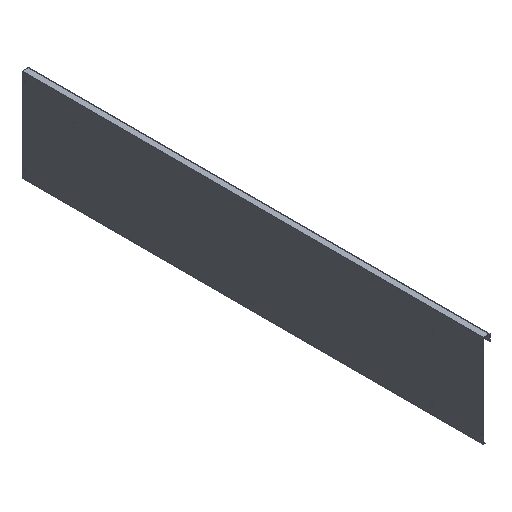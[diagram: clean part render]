
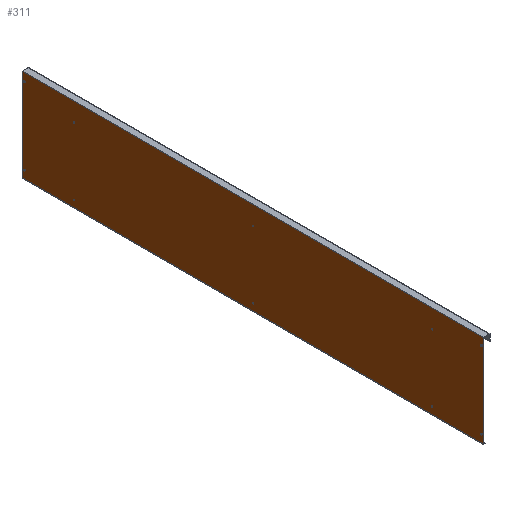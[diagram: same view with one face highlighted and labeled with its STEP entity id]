
A CAD part, isometric view. The second image highlights one B-rep face of the part: STEP entity #311.
In plain terms, the highlighted planar face has unit normal (-1, 0, 0).
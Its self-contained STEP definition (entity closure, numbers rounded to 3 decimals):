
#4 = AXIS2_PLACEMENT_3D ( 'NONE', #1176, #1175, #1170 ) ;
#12 = AXIS2_PLACEMENT_3D ( 'NONE', #1195, #1194, #1191 ) ;
#24 = ORIENTED_EDGE ( 'NONE', *, *, #1281, .T. ) ;
#41 = CARTESIAN_POINT ( 'NONE',  ( 0., 991., -364.25 ) ) ;
#42 = LINE ( 'NONE', #339, #44 ) ;
#43 = ORIENTED_EDGE ( 'NONE', *, *, #768, .T. ) ;
#44 = VECTOR ( 'NONE', #361, 1000. ) ;
#74 = VERTEX_POINT ( 'NONE', #616 ) ;
#90 = EDGE_CURVE ( 'NONE', #125, #879, #1159, .T. ) ;
#113 = DIRECTION ( 'NONE',  ( 0., 0., 1. ) ) ;
#116 = DIRECTION ( 'NONE',  ( 1., 0., 0. ) ) ;
#122 = CARTESIAN_POINT ( 'NONE',  ( 0., -991., -35. ) ) ;
#125 = VERTEX_POINT ( 'NONE', #610 ) ;
#248 = AXIS2_PLACEMENT_3D ( 'NONE', #716, #707, #712 ) ;
#281 = CIRCLE ( 'NONE', #1354, 3.25 ) ;
#311 = ADVANCED_FACE ( 'NONE', ( #880, #899, #919, #860, #856 ), #1503, .T. ) ;
#313 = VERTEX_POINT ( 'NONE', #1457 ) ;
#332 = CIRCLE ( 'NONE', #1395, 3.25 ) ;
#333 = EDGE_LOOP ( 'NONE', ( #1467, #588 ) ) ;
#339 = CARTESIAN_POINT ( 'NONE',  ( 0., 1000., -402.5 ) ) ;
#346 = AXIS2_PLACEMENT_3D ( 'NONE', #1268, #1266, #1279 ) ;
#361 = DIRECTION ( 'NONE',  ( 0., 0., -1. ) ) ;
#369 = VERTEX_POINT ( 'NONE', #1208 ) ;
#425 = ORIENTED_EDGE ( 'NONE', *, *, #1042, .T. ) ;
#427 = ORIENTED_EDGE ( 'NONE', *, *, #1087, .F. ) ;
#443 = DIRECTION ( 'NONE',  ( 0., -1., 0. ) ) ;
#446 = EDGE_CURVE ( 'NONE', #1002, #1550, #497, .T. ) ;
#497 = CIRCLE ( 'NONE', #1510, 3.25 ) ;
#502 = DIRECTION ( 'NONE',  ( 0., 0., 1. ) ) ;
#504 = CARTESIAN_POINT ( 'NONE',  ( 0., 1000., 0. ) ) ;
#506 = DIRECTION ( 'NONE',  ( 1., 0., 0. ) ) ;
#508 = CARTESIAN_POINT ( 'NONE',  ( 0., 991., -370.75 ) ) ;
#515 = CARTESIAN_POINT ( 'NONE',  ( 0., 991., -367.5 ) ) ;
#534 = ORIENTED_EDGE ( 'NONE', *, *, #1350, .T. ) ;
#588 = ORIENTED_EDGE ( 'NONE', *, *, #1248, .T. ) ;
#597 = CARTESIAN_POINT ( 'NONE',  ( 0., -1000., 0. ) ) ;
#601 = DIRECTION ( 'NONE',  ( 0., 0., 1. ) ) ;
#610 = CARTESIAN_POINT ( 'NONE',  ( 0., 1000., 0. ) ) ;
#615 = DIRECTION ( 'NONE',  ( 1., 0., 0. ) ) ;
#616 = CARTESIAN_POINT ( 'NONE',  ( 0., 1000., -402.5 ) ) ;
#618 = VERTEX_POINT ( 'NONE', #508 ) ;
#629 = CARTESIAN_POINT ( 'NONE',  ( 0., -991., -35. ) ) ;
#675 = ORIENTED_EDGE ( 'NONE', *, *, #1009, .T. ) ;
#699 = VECTOR ( 'NONE', #1143, 1000. ) ;
#707 = DIRECTION ( 'NONE',  ( 1., 0., 0. ) ) ;
#712 = DIRECTION ( 'NONE',  ( 0., 0., 1. ) ) ;
#714 = LINE ( 'NONE', #1166, #699 ) ;
#716 = CARTESIAN_POINT ( 'NONE',  ( 0., -991., -367.5 ) ) ;
#733 = VERTEX_POINT ( 'NONE', #41 ) ;
#736 = ORIENTED_EDGE ( 'NONE', *, *, #446, .T. ) ;
#738 = CIRCLE ( 'NONE', #4, 3.25 ) ;
#766 = CIRCLE ( 'NONE', #12, 3.25 ) ;
#768 = EDGE_CURVE ( 'NONE', #618, #733, #1451, .T. ) ;
#772 = DIRECTION ( 'NONE',  ( 0., 0., 1. ) ) ;
#787 = DIRECTION ( 'NONE',  ( 1., 0., 0. ) ) ;
#795 = CARTESIAN_POINT ( 'NONE',  ( 0., -991., -367.5 ) ) ;
#806 = LINE ( 'NONE', #1331, #808 ) ;
#808 = VECTOR ( 'NONE', #1315, 1000. ) ;
#832 = EDGE_CURVE ( 'NONE', #1550, #1002, #1387, .T. ) ;
#836 = EDGE_LOOP ( 'NONE', ( #1537, #425 ) ) ;
#856 = FACE_OUTER_BOUND ( 'NONE', #1366, .T. ) ;
#860 = FACE_BOUND ( 'NONE', #1318, .T. ) ;
#866 = CARTESIAN_POINT ( 'NONE',  ( 0., -1000., -402.5 ) ) ;
#879 = VERTEX_POINT ( 'NONE', #597 ) ;
#880 = FACE_BOUND ( 'NONE', #333, .T. ) ;
#899 = FACE_BOUND ( 'NONE', #1546, .T. ) ;
#919 = FACE_BOUND ( 'NONE', #836, .T. ) ;
#922 = VERTEX_POINT ( 'NONE', #1518 ) ;
#986 = AXIS2_PLACEMENT_3D ( 'NONE', #1466, #1419, #1411 ) ;
#1002 = VERTEX_POINT ( 'NONE', #1328 ) ;
#1009 = EDGE_CURVE ( 'NONE', #74, #1163, #806, .T. ) ;
#1042 = EDGE_CURVE ( 'NONE', #1057, #313, #766, .T. ) ;
#1043 = EDGE_CURVE ( 'NONE', #313, #1057, #738, .T. ) ;
#1057 = VERTEX_POINT ( 'NONE', #1207 ) ;
#1087 = EDGE_CURVE ( 'NONE', #879, #1163, #714, .T. ) ;
#1143 = DIRECTION ( 'NONE',  ( 0., 0., -1. ) ) ;
#1159 = LINE ( 'NONE', #504, #1162 ) ;
#1162 = VECTOR ( 'NONE', #443, 1000. ) ;
#1163 = VERTEX_POINT ( 'NONE', #866 ) ;
#1166 = CARTESIAN_POINT ( 'NONE',  ( 0., -1000., -402.5 ) ) ;
#1170 = DIRECTION ( 'NONE',  ( 0., 0., 1. ) ) ;
#1175 = DIRECTION ( 'NONE',  ( 1., 0., 0. ) ) ;
#1176 = CARTESIAN_POINT ( 'NONE',  ( 0., 991., -35. ) ) ;
#1191 = DIRECTION ( 'NONE',  ( 0., 0., 1. ) ) ;
#1194 = DIRECTION ( 'NONE',  ( 1., 0., 0. ) ) ;
#1195 = CARTESIAN_POINT ( 'NONE',  ( 0., 991., -35. ) ) ;
#1207 = CARTESIAN_POINT ( 'NONE',  ( 0., 991., -31.75 ) ) ;
#1208 = CARTESIAN_POINT ( 'NONE',  ( 0., -991., -31.75 ) ) ;
#1234 = AXIS2_PLACEMENT_3D ( 'NONE', #122, #116, #113 ) ;
#1248 = EDGE_CURVE ( 'NONE', #369, #922, #332, .T. ) ;
#1266 = DIRECTION ( 'NONE',  ( 1., 0., 0. ) ) ;
#1268 = CARTESIAN_POINT ( 'NONE',  ( 0., 991., -367.5 ) ) ;
#1279 = DIRECTION ( 'NONE',  ( 0., 0., 1. ) ) ;
#1281 = EDGE_CURVE ( 'NONE', #733, #618, #281, .T. ) ;
#1315 = DIRECTION ( 'NONE',  ( 0., -1., 0. ) ) ;
#1318 = EDGE_LOOP ( 'NONE', ( #43, #24 ) ) ;
#1327 = CIRCLE ( 'NONE', #1234, 3.25 ) ;
#1328 = CARTESIAN_POINT ( 'NONE',  ( 0., -991., -370.75 ) ) ;
#1331 = CARTESIAN_POINT ( 'NONE',  ( 0., 1000., -402.5 ) ) ;
#1350 = EDGE_CURVE ( 'NONE', #125, #74, #42, .T. ) ;
#1354 = AXIS2_PLACEMENT_3D ( 'NONE', #515, #506, #502 ) ;
#1356 = ORIENTED_EDGE ( 'NONE', *, *, #90, .F. ) ;
#1366 = EDGE_LOOP ( 'NONE', ( #427, #1356, #534, #675 ) ) ;
#1381 = EDGE_CURVE ( 'NONE', #922, #369, #1327, .T. ) ;
#1387 = CIRCLE ( 'NONE', #248, 3.25 ) ;
#1395 = AXIS2_PLACEMENT_3D ( 'NONE', #629, #615, #601 ) ;
#1411 = DIRECTION ( 'NONE',  ( 0., 0., 1. ) ) ;
#1419 = DIRECTION ( 'NONE',  ( -1., 0., 0. ) ) ;
#1450 = ORIENTED_EDGE ( 'NONE', *, *, #832, .T. ) ;
#1451 = CIRCLE ( 'NONE', #346, 3.25 ) ;
#1457 = CARTESIAN_POINT ( 'NONE',  ( 0., 991., -38.25 ) ) ;
#1466 = CARTESIAN_POINT ( 'NONE',  ( 0., 1000., -402.5 ) ) ;
#1467 = ORIENTED_EDGE ( 'NONE', *, *, #1381, .T. ) ;
#1492 = CARTESIAN_POINT ( 'NONE',  ( 0., -991., -364.25 ) ) ;
#1503 = PLANE ( 'NONE',  #986 ) ;
#1510 = AXIS2_PLACEMENT_3D ( 'NONE', #795, #787, #772 ) ;
#1518 = CARTESIAN_POINT ( 'NONE',  ( 0., -991., -38.25 ) ) ;
#1537 = ORIENTED_EDGE ( 'NONE', *, *, #1043, .T. ) ;
#1546 = EDGE_LOOP ( 'NONE', ( #736, #1450 ) ) ;
#1550 = VERTEX_POINT ( 'NONE', #1492 ) ;
